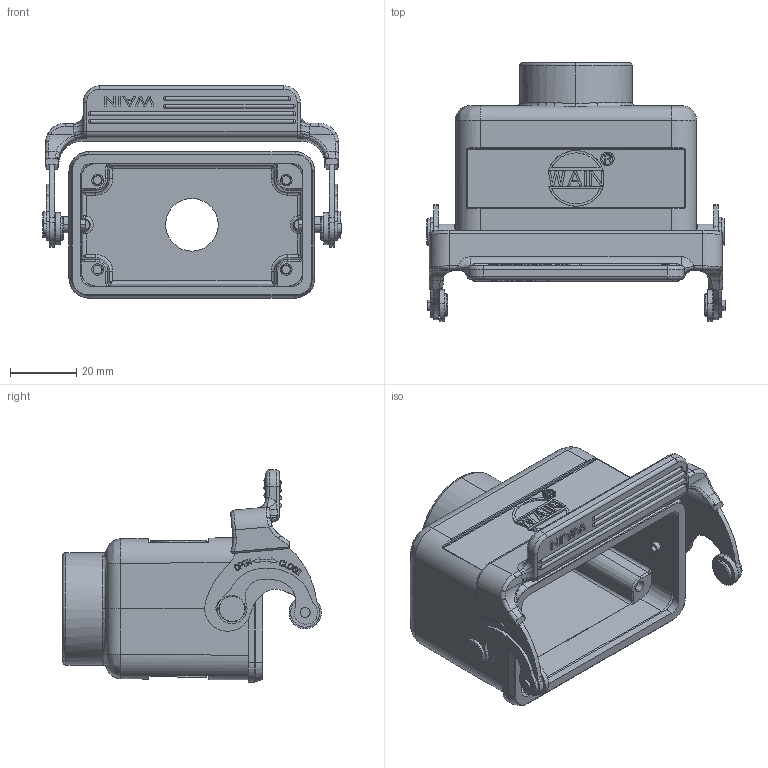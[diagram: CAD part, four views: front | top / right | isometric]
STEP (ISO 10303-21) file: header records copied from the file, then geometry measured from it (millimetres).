
FILE_DESCRIPTION(/* description */ (''),/* implementation_level */ '2;1');
FILE_NAME(/* name */ '3D_1240107211002_HV10B-CCT-1L_SC-M20_V1.01.stp',/* time_stamp */ '2023-12-29T09:20:49+08:00',/* author */ (''),/* organization */ (''),/* preprocessor_version */ 'ST-DEVELOPER v18.1',/* originating_system */ 'SIEMENS PLM Software NX 1980',/* authorisation */ '');
FILE_SCHEMA (('AUTOMOTIVE_DESIGN { 1 0 10303 214 3 1 1 1 }'));
Length unit declared in the file: millimetre
Products named in the file (1): 14592E2886C7el0x
Bounding box: 90.05 x 78.16 x 64.13 mm (x, y, z)
Volume: 61911.1 mm3; surface area: 38716.3 mm2
Topology: 4 solids, 26 shells, 1437 faces, 3872 edges, 2530 vertices
Faces by surface type: plane 655, cylinder 536, torus 74, cone 56, extrusion 42, bspline 40, sphere 34
Entity records: 49939 total; most frequent: CARTESIAN_POINT 16168, ORIENTED_EDGE 7619, DIRECTION 5957, EDGE_CURVE 3829, VERTEX_POINT 2530, AXIS2_PLACEMENT_3D 2132, VECTOR 1693, LINE 1651
